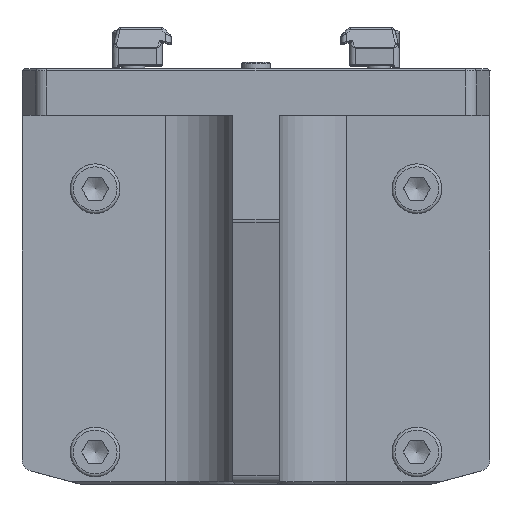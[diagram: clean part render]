
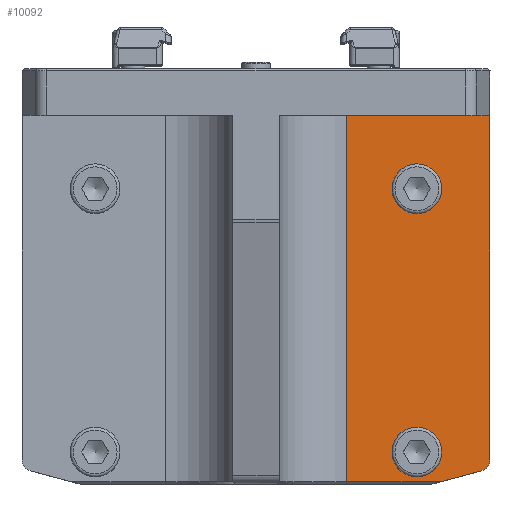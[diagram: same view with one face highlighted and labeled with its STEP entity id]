
A CAD part, top view. The second image highlights one B-rep face of the part: STEP entity #10092.
In plain terms, the highlighted planar face has unit normal (0, 0, 1).
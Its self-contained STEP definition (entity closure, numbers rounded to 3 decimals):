
#417=FACE_BOUND('',#1644,.T.);
#418=FACE_BOUND('',#1645,.T.);
#583=PLANE('',#11156);
#1021=FACE_OUTER_BOUND('',#1643,.T.);
#1643=EDGE_LOOP('',(#8065,#8066,#8067,#8068,#8069,#8070));
#1644=EDGE_LOOP('',(#8071,#8072));
#1645=EDGE_LOOP('',(#8073,#8074));
#1907=CIRCLE('',#10380,4.25);
#1908=CIRCLE('',#10381,4.25);
#1925=CIRCLE('',#10413,4.25);
#1926=CIRCLE('',#10414,4.25);
#2306=CIRCLE('',#11157,2.);
#2864=LINE('',#18492,#3460);
#2870=LINE('',#18510,#3466);
#2871=LINE('',#18514,#3467);
#2872=LINE('',#18518,#3468);
#2873=LINE('',#18519,#3469);
#3460=VECTOR('',#13608,10.);
#3466=VECTOR('',#13624,10.);
#3467=VECTOR('',#13629,10.);
#3468=VECTOR('',#13632,10.);
#3469=VECTOR('',#13633,10.);
#3825=VERTEX_POINT('',#14786);
#3826=VERTEX_POINT('',#14787);
#3855=VERTEX_POINT('',#14886);
#3856=VERTEX_POINT('',#14887);
#4422=VERTEX_POINT('',#18475);
#4428=VERTEX_POINT('',#18490);
#4435=VERTEX_POINT('',#18509);
#4436=VERTEX_POINT('',#18513);
#4437=VERTEX_POINT('',#18515);
#4438=VERTEX_POINT('',#18517);
#4748=EDGE_CURVE('',#3825,#3826,#1907,.T.);
#4749=EDGE_CURVE('',#3826,#3825,#1908,.T.);
#4789=EDGE_CURVE('',#3855,#3856,#1925,.T.);
#4790=EDGE_CURVE('',#3856,#3855,#1926,.T.);
#5691=EDGE_CURVE('',#4428,#4422,#2864,.T.);
#5700=EDGE_CURVE('',#4422,#4435,#2870,.T.);
#5702=EDGE_CURVE('',#4436,#4428,#2871,.T.);
#5703=EDGE_CURVE('',#4437,#4436,#2306,.T.);
#5704=EDGE_CURVE('',#4438,#4437,#2872,.T.);
#5705=EDGE_CURVE('',#4435,#4438,#2873,.T.);
#8065=ORIENTED_EDGE('',*,*,#5691,.F.);
#8066=ORIENTED_EDGE('',*,*,#5702,.F.);
#8067=ORIENTED_EDGE('',*,*,#5703,.F.);
#8068=ORIENTED_EDGE('',*,*,#5704,.F.);
#8069=ORIENTED_EDGE('',*,*,#5705,.F.);
#8070=ORIENTED_EDGE('',*,*,#5700,.F.);
#8071=ORIENTED_EDGE('',*,*,#4748,.T.);
#8072=ORIENTED_EDGE('',*,*,#4749,.T.);
#8073=ORIENTED_EDGE('',*,*,#4789,.T.);
#8074=ORIENTED_EDGE('',*,*,#4790,.T.);
#10092=ADVANCED_FACE('',(#1021,#417,#418),#583,.T.);
#10380=AXIS2_PLACEMENT_3D('',#14788,#11717,#11718);
#10381=AXIS2_PLACEMENT_3D('',#14789,#11719,#11720);
#10413=AXIS2_PLACEMENT_3D('',#14888,#11799,#11800);
#10414=AXIS2_PLACEMENT_3D('',#14889,#11801,#11802);
#11156=AXIS2_PLACEMENT_3D('',#18512,#13627,#13628);
#11157=AXIS2_PLACEMENT_3D('',#18516,#13630,#13631);
#11717=DIRECTION('center_axis',(0.,0.,
-1.));
#11718=DIRECTION('ref_axis',(0.,1.,0.));
#11719=DIRECTION('center_axis',(0.,0.,
-1.));
#11720=DIRECTION('ref_axis',(0.,1.,0.));
#11799=DIRECTION('center_axis',(0.,0.,
-1.));
#11800=DIRECTION('ref_axis',(0.,1.,0.));
#11801=DIRECTION('center_axis',(0.,0.,
-1.));
#11802=DIRECTION('ref_axis',(0.,1.,0.));
#13608=DIRECTION('',(-1.,0.,0.));
#13624=DIRECTION('',(0.,1.,0.));
#13627=DIRECTION('center_axis',(0.,0.,
1.));
#13628=DIRECTION('ref_axis',(-1.,0.,0.));
#13629=DIRECTION('',(-0.966,-0.259,0.));
#13630=DIRECTION('center_axis',(0.,0.,
-1.));
#13631=DIRECTION('ref_axis',(0.793,-0.609,0.));
#13632=DIRECTION('',(0.,-1.,0.));
#13633=DIRECTION('',(1.,0.,0.));
#14786=CARTESIAN_POINT('',(-1504.3,212.75,78.));
#14787=CARTESIAN_POINT('',(-1504.3,204.25,78.));
#14788=CARTESIAN_POINT('Origin',(-1504.3,208.5,78.));
#14789=CARTESIAN_POINT('Origin',(-1504.3,208.5,78.));
#14886=CARTESIAN_POINT('',(-1504.3,257.75,78.));
#14887=CARTESIAN_POINT('',(-1504.3,249.25,78.));
#14888=CARTESIAN_POINT('Origin',(-1504.3,253.5,78.));
#14889=CARTESIAN_POINT('Origin',(-1504.3,253.5,78.));
#18475=CARTESIAN_POINT('',(-1516.3,203.4,78.));
#18490=CARTESIAN_POINT('',(-1500.307,203.4,78.));
#18492=CARTESIAN_POINT('',(-1511.8,203.4,78.));
#18509=CARTESIAN_POINT('',(-1516.3,266.,78.));
#18510=CARTESIAN_POINT('',(-1516.3,266.,78.));
#18512=CARTESIAN_POINT('Origin',(-1491.8,266.,78.));
#18513=CARTESIAN_POINT('',(-1493.282,205.282,78.));
#18514=CARTESIAN_POINT('',(-1486.76,207.03,78.));
#18515=CARTESIAN_POINT('',(-1491.8,207.214,78.));
#18516=CARTESIAN_POINT('Origin',(-1493.8,207.214,78.));
#18517=CARTESIAN_POINT('',(-1491.8,266.,78.));
#18518=CARTESIAN_POINT('',(-1491.8,266.,78.));
#18519=CARTESIAN_POINT('',(-1511.8,266.,78.));
